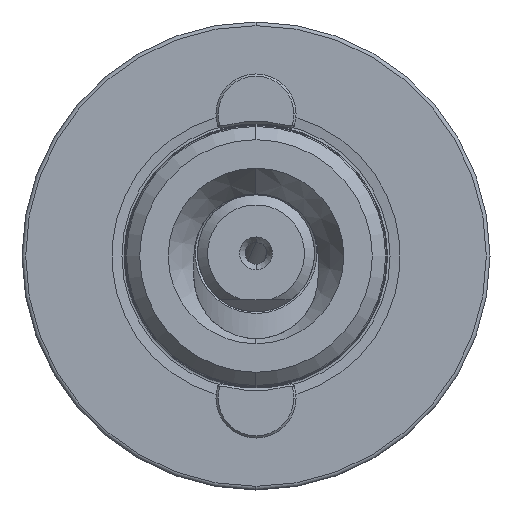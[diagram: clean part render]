
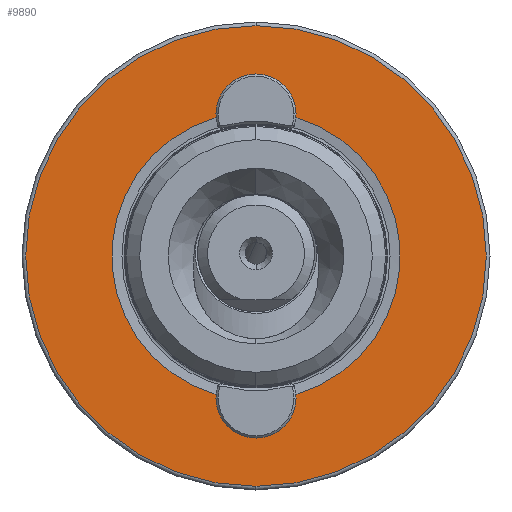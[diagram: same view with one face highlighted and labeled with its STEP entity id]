
A CAD part, left-side view. The second image highlights one B-rep face of the part: STEP entity #9890.
In plain terms, the highlighted planar face has unit normal (-1, 0, 0).
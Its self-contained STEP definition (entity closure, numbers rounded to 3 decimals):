
#829 = DIRECTION ( 'NONE',  ( 0., 0., 1. ) ) ;
#901 = DIRECTION ( 'NONE',  ( 0., 0., 1. ) ) ;
#1574 = FACE_BOUND ( 'NONE', #15879, .T. ) ;
#2197 = AXIS2_PLACEMENT_3D ( 'NONE', #21551, #5801, #24174 ) ;
#3444 = EDGE_CURVE ( 'NONE', #17318, #15625, #10020, .T. ) ;
#3986 = AXIS2_PLACEMENT_3D ( 'NONE', #24542, #8853, #27179 ) ;
#4290 = CARTESIAN_POINT ( 'NONE',  ( 0., 0., 0. ) ) ;
#4695 = CIRCLE ( 'NONE', #21987, 19.715 ) ;
#4880 = CARTESIAN_POINT ( 'NONE',  ( 0., 0., 0. ) ) ;
#5563 = DIRECTION ( 'NONE',  ( -1., 0., 0. ) ) ;
#5801 = DIRECTION ( 'NONE',  ( -1., 0., 0. ) ) ;
#6202 = VERTEX_POINT ( 'NONE', #24173 ) ;
#6927 = DIRECTION ( 'NONE',  ( 0., 0., 1. ) ) ;
#7538 = DIRECTION ( 'NONE',  ( 0., 0., 1. ) ) ;
#8164 = ORIENTED_EDGE ( 'NONE', *, *, #15111, .F. ) ;
#8824 = DIRECTION ( 'NONE',  ( 1., 0., 0. ) ) ;
#8853 = DIRECTION ( 'NONE',  ( -1., 0., 0. ) ) ;
#9775 = CARTESIAN_POINT ( 'NONE',  ( 0., 0., -21.5 ) ) ;
#9890 = ADVANCED_FACE ( 'NONE', ( #1574, #12236 ), #24519, .F. ) ;
#10020 = CIRCLE ( 'NONE', #14402, 31.5 ) ;
#10356 = CIRCLE ( 'NONE', #30092, 3. ) ;
#12236 = FACE_OUTER_BOUND ( 'NONE', #19405, .T. ) ;
#12306 = CIRCLE ( 'NONE', #3986, 3. ) ;
#12403 = DIRECTION ( 'NONE',  ( 0., 0., 1. ) ) ;
#12523 = EDGE_CURVE ( 'NONE', #29310, #32674, #12306, .T. ) ;
#13036 = ORIENTED_EDGE ( 'NONE', *, *, #32181, .T. ) ;
#13343 = EDGE_CURVE ( 'NONE', #32998, #29310, #30741, .T. ) ;
#13962 = CARTESIAN_POINT ( 'NONE',  ( 0., 0., -19.715 ) ) ;
#14092 = ORIENTED_EDGE ( 'NONE', *, *, #13343, .F. ) ;
#14402 = AXIS2_PLACEMENT_3D ( 'NONE', #4880, #23266, #7538 ) ;
#15111 = EDGE_CURVE ( 'NONE', #27551, #6202, #28217, .T. ) ;
#15219 = VERTEX_POINT ( 'NONE', #18332 ) ;
#15625 = VERTEX_POINT ( 'NONE', #20132 ) ;
#15879 = EDGE_LOOP ( 'NONE', ( #19928, #17543, #27569, #14092, #22405, #8164 ) ) ;
#16588 = DIRECTION ( 'NONE',  ( -1., 0., 0. ) ) ;
#16653 = DIRECTION ( 'NONE',  ( -1., 0., 0. ) ) ;
#17318 = VERTEX_POINT ( 'NONE', #22834 ) ;
#17543 = ORIENTED_EDGE ( 'NONE', *, *, #19037, .F. ) ;
#17941 = AXIS2_PLACEMENT_3D ( 'NONE', #9775, #28127, #12403 ) ;
#18332 = CARTESIAN_POINT ( 'NONE',  ( 0., 2.305, 19.58 ) ) ;
#19037 = EDGE_CURVE ( 'NONE', #32674, #15219, #10356, .T. ) ;
#19405 = EDGE_LOOP ( 'NONE', ( #25920, #13036 ) ) ;
#19928 = ORIENTED_EDGE ( 'NONE', *, *, #30120, .F. ) ;
#20132 = CARTESIAN_POINT ( 'NONE',  ( 0., 0., -31.5 ) ) ;
#21195 = CIRCLE ( 'NONE', #2197, 31.5 ) ;
#21318 = CARTESIAN_POINT ( 'NONE',  ( 0., 0., 21.5 ) ) ;
#21551 = CARTESIAN_POINT ( 'NONE',  ( 0., 0., 0. ) ) ;
#21987 = AXIS2_PLACEMENT_3D ( 'NONE', #32326, #16653, #901 ) ;
#22405 = ORIENTED_EDGE ( 'NONE', *, *, #25704, .F. ) ;
#22694 = DIRECTION ( 'NONE',  ( -1., 0., 0. ) ) ;
#22834 = CARTESIAN_POINT ( 'NONE',  ( 0., 0., 31.5 ) ) ;
#22872 = AXIS2_PLACEMENT_3D ( 'NONE', #13962, #8824, #27156 ) ;
#23266 = DIRECTION ( 'NONE',  ( -1., 0., 0. ) ) ;
#23953 = DIRECTION ( 'NONE',  ( 0., 0., 1. ) ) ;
#24173 = CARTESIAN_POINT ( 'NONE',  ( 0., 0., -24.5 ) ) ;
#24174 = DIRECTION ( 'NONE',  ( 0., 0., 1. ) ) ;
#24519 = PLANE ( 'NONE',  #22872 ) ;
#24542 = CARTESIAN_POINT ( 'NONE',  ( 0., 0., 21.5 ) ) ;
#24561 = CARTESIAN_POINT ( 'NONE',  ( 0., 0., 24.5 ) ) ;
#25638 = CARTESIAN_POINT ( 'NONE',  ( 0., -2.305, 19.58 ) ) ;
#25704 = EDGE_CURVE ( 'NONE', #6202, #32998, #27481, .T. ) ;
#25920 = ORIENTED_EDGE ( 'NONE', *, *, #3444, .T. ) ;
#27156 = DIRECTION ( 'NONE',  ( 0., 0., -1. ) ) ;
#27179 = DIRECTION ( 'NONE',  ( 0., 0., 1. ) ) ;
#27481 = CIRCLE ( 'NONE', #27596, 3. ) ;
#27551 = VERTEX_POINT ( 'NONE', #29253 ) ;
#27569 = ORIENTED_EDGE ( 'NONE', *, *, #12523, .F. ) ;
#27596 = AXIS2_PLACEMENT_3D ( 'NONE', #32264, #16588, #829 ) ;
#28127 = DIRECTION ( 'NONE',  ( -1., 0., 0. ) ) ;
#28217 = CIRCLE ( 'NONE', #17941, 3. ) ;
#29078 = AXIS2_PLACEMENT_3D ( 'NONE', #4290, #22694, #6927 ) ;
#29245 = CARTESIAN_POINT ( 'NONE',  ( 0., -2.305, -19.58 ) ) ;
#29253 = CARTESIAN_POINT ( 'NONE',  ( 0., 2.305, -19.58 ) ) ;
#29310 = VERTEX_POINT ( 'NONE', #25638 ) ;
#30092 = AXIS2_PLACEMENT_3D ( 'NONE', #21318, #5563, #23953 ) ;
#30120 = EDGE_CURVE ( 'NONE', #15219, #27551, #4695, .T. ) ;
#30741 = CIRCLE ( 'NONE', #29078, 19.715 ) ;
#32181 = EDGE_CURVE ( 'NONE', #15625, #17318, #21195, .T. ) ;
#32264 = CARTESIAN_POINT ( 'NONE',  ( 0., 0., -21.5 ) ) ;
#32326 = CARTESIAN_POINT ( 'NONE',  ( 0., 0., 0. ) ) ;
#32674 = VERTEX_POINT ( 'NONE', #24561 ) ;
#32998 = VERTEX_POINT ( 'NONE', #29245 ) ;
